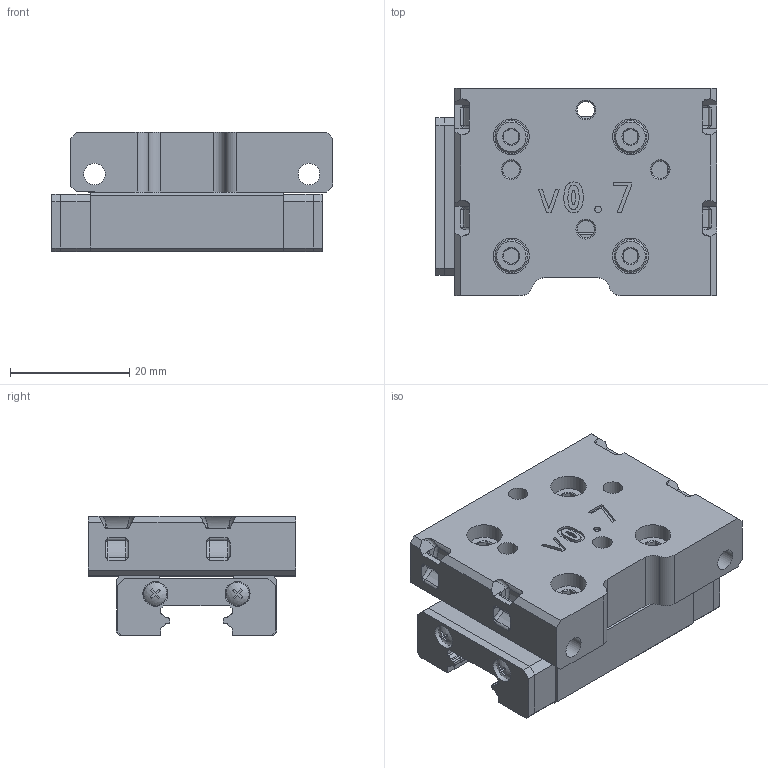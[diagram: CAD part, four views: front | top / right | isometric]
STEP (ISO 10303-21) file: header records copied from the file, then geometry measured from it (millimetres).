
FILE_DESCRIPTION(/* description */ (''),/* implementation_level */ '2;1');
FILE_NAME(/* name */ 'top_no_endstop.step',/* time_stamp */ '2023-11-02T13:09:06-05:00',/* author */ (''),/* organization */ (''),/* preprocessor_version */ 'ST-DEVELOPER v20',/* originating_system */ 'Autodesk Translation Framework v12.14.0.127',/* authorisation */ '');
FILE_SCHEMA (('AUTOMOTIVE_DESIGN { 1 0 10303 214 3 1 1 }'));
Length unit declared in the file: millimetre
Products named in the file (8): top_no_endstop; top_no_endstop_1; Hardware; Right Common; PN596; Screw, M3 x 8mm, SHCS; 91292A112_18-8 Stainless Steel Socket Head Screw; PN632
Assembly tree (13 placements, depth 5):
  top_no_endstop
    top_no_endstop_1
    Hardware
      Right Common
        PN596  x4
        Screw, M3 x 8mm, SHCS  x4
          91292A112_18-8 Stainless Steel Socket Head Screw
        PN632
Bounding box: 47.29 x 34.8 x 20 mm (x, y, z)
Volume: 22394.3 mm3; surface area: 13775.5 mm2
Topology: 18 solids, 18 shells, 1064 faces, 2870 edges, 1880 vertices
Faces by surface type: bspline 376, plane 309, cylinder 271, cone 64, torus 40, sphere 4
Full cylindrical faces by diameter (mm): 2.5 x4, 2.9 x4, 3 x8, 3.3 x8, 3.6 x2, 4.2 x8, 4.25 x4, 4.6 x4, 4.7 x4, 5.5 x4, 6 x4
Entity records: 23878 total; most frequent: CARTESIAN_POINT 7499, ORIENTED_EDGE 3518, DIRECTION 3034, EDGE_CURVE 1759, VERTEX_POINT 1157, AXIS2_PLACEMENT_3D 1094, LINE 846, VECTOR 846
